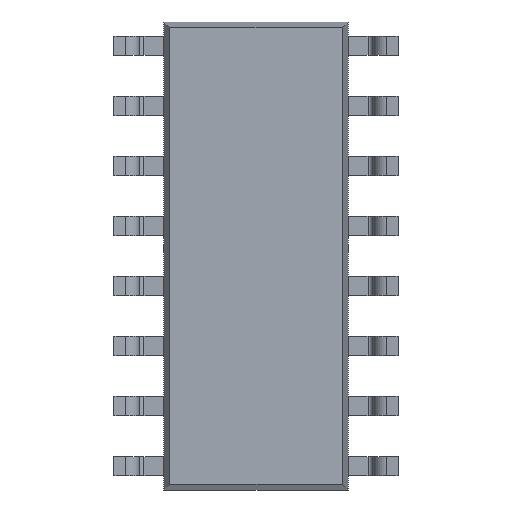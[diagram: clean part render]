
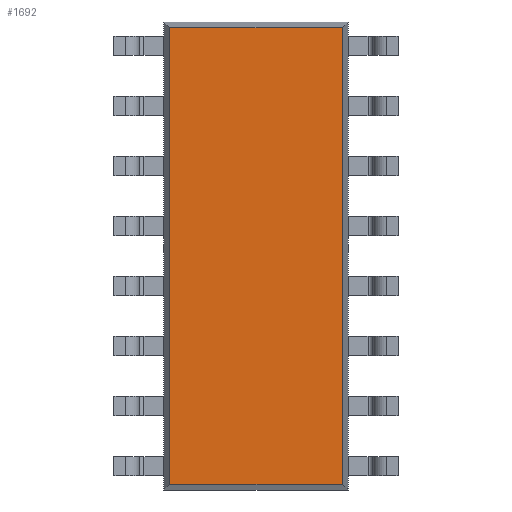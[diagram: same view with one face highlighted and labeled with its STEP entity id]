
A CAD part, front view. The second image highlights one B-rep face of the part: STEP entity #1692.
In plain terms, the highlighted planar face has unit normal (0, -1, 0).
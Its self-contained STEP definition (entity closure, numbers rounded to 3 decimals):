
#23 = CARTESIAN_POINT ( 'NONE',  ( 1.95, 0.25, 4.828 ) ) ;
#188 = ORIENTED_EDGE ( 'NONE', *, *, #4786, .T. ) ;
#368 = VECTOR ( 'NONE', #5758, 1000. ) ;
#370 = VERTEX_POINT ( 'NONE', #1905 ) ;
#789 = FACE_OUTER_BOUND ( 'NONE', #6977, .T. ) ;
#1170 = LINE ( 'NONE', #3003, #1336 ) ;
#1237 = AXIS2_PLACEMENT_3D ( 'NONE', #1395, #3722, #1811 ) ;
#1336 = VECTOR ( 'NONE', #2916, 1000. ) ;
#1395 = CARTESIAN_POINT ( 'NONE',  ( 0., 0.25, 0. ) ) ;
#1604 = VERTEX_POINT ( 'NONE', #3117 ) ;
#1692 = ADVANCED_FACE ( 'NONE', ( #789 ), #2537, .T. ) ;
#1811 = DIRECTION ( 'NONE',  ( 0., 0., -1. ) ) ;
#1905 = CARTESIAN_POINT ( 'NONE',  ( -1.828, 0.25, 4.828 ) ) ;
#1977 = LINE ( 'NONE', #5958, #5365 ) ;
#2262 = LINE ( 'NONE', #2296, #5345 ) ;
#2296 = CARTESIAN_POINT ( 'NONE',  ( -1.95, 0.25, -4.828 ) ) ;
#2537 = PLANE ( 'NONE',  #1237 ) ;
#2729 = ORIENTED_EDGE ( 'NONE', *, *, #4114, .T. ) ;
#2916 = DIRECTION ( 'NONE',  ( 0., 0., -1. ) ) ;
#3003 = CARTESIAN_POINT ( 'NONE',  ( -1.828, 0.25, 4.95 ) ) ;
#3117 = CARTESIAN_POINT ( 'NONE',  ( 1.828, 0.25, 4.828 ) ) ;
#3361 = VERTEX_POINT ( 'NONE', #7464 ) ;
#3431 = LINE ( 'NONE', #23, #368 ) ;
#3694 = DIRECTION ( 'NONE',  ( 0., 0., 1. ) ) ;
#3722 = DIRECTION ( 'NONE',  ( 0., -1., 0. ) ) ;
#3905 = VERTEX_POINT ( 'NONE', #4567 ) ;
#4108 = ORIENTED_EDGE ( 'NONE', *, *, #5101, .T. ) ;
#4114 = EDGE_CURVE ( 'NONE', #370, #3905, #1170, .T. ) ;
#4464 = EDGE_CURVE ( 'NONE', #3905, #3361, #2262, .T. ) ;
#4567 = CARTESIAN_POINT ( 'NONE',  ( -1.828, 0.25, -4.828 ) ) ;
#4786 = EDGE_CURVE ( 'NONE', #3361, #1604, #1977, .T. ) ;
#5101 = EDGE_CURVE ( 'NONE', #1604, #370, #3431, .T. ) ;
#5345 = VECTOR ( 'NONE', #6475, 1000. ) ;
#5365 = VECTOR ( 'NONE', #3694, 1000. ) ;
#5585 = ORIENTED_EDGE ( 'NONE', *, *, #4464, .T. ) ;
#5758 = DIRECTION ( 'NONE',  ( -1., 0., 0. ) ) ;
#5958 = CARTESIAN_POINT ( 'NONE',  ( 1.828, 0.25, -4.95 ) ) ;
#6475 = DIRECTION ( 'NONE',  ( 1., 0., 0. ) ) ;
#6977 = EDGE_LOOP ( 'NONE', ( #2729, #5585, #188, #4108 ) ) ;
#7464 = CARTESIAN_POINT ( 'NONE',  ( 1.828, 0.25, -4.828 ) ) ;
